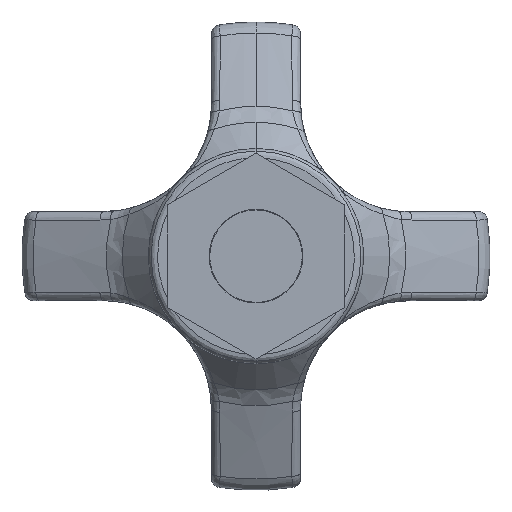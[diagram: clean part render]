
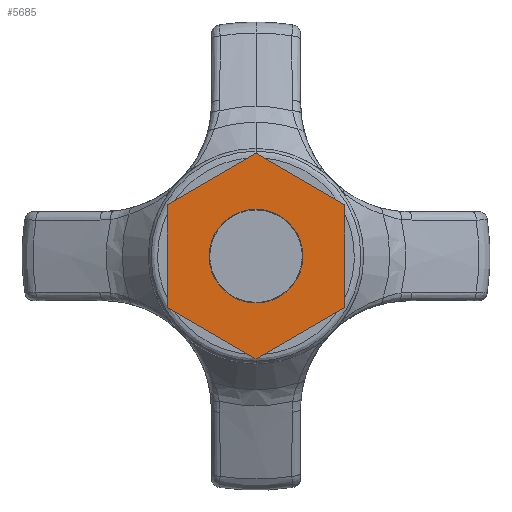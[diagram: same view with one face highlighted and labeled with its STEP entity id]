
A CAD part, front view. The second image highlights one B-rep face of the part: STEP entity #5685.
In plain terms, the highlighted planar face has unit normal (0, -1, 0).
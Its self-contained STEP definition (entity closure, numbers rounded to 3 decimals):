
#320 = EDGE_CURVE ( 'NONE', #8927, #3550, #1712, .T. ) ;
#488 = LINE ( 'NONE', #6734, #9716 ) ;
#561 = DIRECTION ( 'NONE',  ( 0., 0., 1. ) ) ;
#581 = ORIENTED_EDGE ( 'NONE', *, *, #12589, .F. ) ;
#623 = DIRECTION ( 'NONE',  ( 0., -1., 0. ) ) ;
#629 = LINE ( 'NONE', #2506, #7678 ) ;
#687 = CARTESIAN_POINT ( 'NONE',  ( -0.19, -10., -11.079 ) ) ;
#826 = PLANE ( 'NONE',  #1754 ) ;
#1051 = LINE ( 'NONE', #7310, #2627 ) ;
#1460 = EDGE_LOOP ( 'NONE', ( #5852, #8563, #11394, #581, #2183, #11144 ) ) ;
#1485 = VERTEX_POINT ( 'NONE', #10980 ) ;
#1579 = EDGE_CURVE ( 'NONE', #1485, #6378, #629, .T. ) ;
#1712 = CIRCLE ( 'NONE', #8511, 5. ) ;
#1728 = DIRECTION ( 'NONE',  ( 0., 0., -1. ) ) ;
#1754 = AXIS2_PLACEMENT_3D ( 'NONE', #5015, #9199, #13410 ) ;
#1808 = CARTESIAN_POINT ( 'NONE',  ( 0., -10., 0. ) ) ;
#1926 = CARTESIAN_POINT ( 'NONE',  ( -9.5, -10., 5.485 ) ) ;
#2183 = ORIENTED_EDGE ( 'NONE', *, *, #1579, .F. ) ;
#2506 = CARTESIAN_POINT ( 'NONE',  ( -9.69, -10., -5.375 ) ) ;
#2627 = VECTOR ( 'NONE', #9430, 1000. ) ;
#2944 = VECTOR ( 'NONE', #4676, 1000. ) ;
#3063 = ORIENTED_EDGE ( 'NONE', *, *, #12662, .F. ) ;
#3133 = VERTEX_POINT ( 'NONE', #13347 ) ;
#3550 = VERTEX_POINT ( 'NONE', #6168 ) ;
#3661 = LINE ( 'NONE', #5704, #8836 ) ;
#4503 = LINE ( 'NONE', #5664, #4815 ) ;
#4676 = DIRECTION ( 'NONE',  ( -0.866, 0., -0.5 ) ) ;
#4815 = VECTOR ( 'NONE', #8692, 1000. ) ;
#4819 = DIRECTION ( 'NONE',  ( -0.866, 0., 0.5 ) ) ;
#4862 = DIRECTION ( 'NONE',  ( 0., -1., 0. ) ) ;
#5015 = CARTESIAN_POINT ( 'NONE',  ( -9.88, -10., 11.408 ) ) ;
#5168 = VERTEX_POINT ( 'NONE', #5964 ) ;
#5380 = VERTEX_POINT ( 'NONE', #7258 ) ;
#5664 = CARTESIAN_POINT ( 'NONE',  ( -0.19, -10., 11.079 ) ) ;
#5683 = CARTESIAN_POINT ( 'NONE',  ( 0., -10., 0. ) ) ;
#5685 = ADVANCED_FACE ( 'NONE', ( #10112, #5979 ), #826, .F. ) ;
#5704 = CARTESIAN_POINT ( 'NONE',  ( -9.5, -10., 0. ) ) ;
#5755 = DIRECTION ( 'NONE',  ( 0., 0., -1. ) ) ;
#5852 = ORIENTED_EDGE ( 'NONE', *, *, #8476, .F. ) ;
#5871 = ORIENTED_EDGE ( 'NONE', *, *, #320, .F. ) ;
#5964 = CARTESIAN_POINT ( 'NONE',  ( 9.5, -10., 5.485 ) ) ;
#5979 = FACE_OUTER_BOUND ( 'NONE', #1460, .T. ) ;
#6168 = CARTESIAN_POINT ( 'NONE',  ( 0., -10., -5. ) ) ;
#6378 = VERTEX_POINT ( 'NONE', #8557 ) ;
#6734 = CARTESIAN_POINT ( 'NONE',  ( 9.5, -10., 0. ) ) ;
#7258 = CARTESIAN_POINT ( 'NONE',  ( 9.5, -10., -5.485 ) ) ;
#7289 = EDGE_CURVE ( 'NONE', #7921, #3133, #1051, .T. ) ;
#7310 = CARTESIAN_POINT ( 'NONE',  ( -9.69, -10., 5.375 ) ) ;
#7678 = VECTOR ( 'NONE', #4819, 1000. ) ;
#7921 = VERTEX_POINT ( 'NONE', #1926 ) ;
#7964 = EDGE_CURVE ( 'NONE', #3133, #5168, #4503, .T. ) ;
#8476 = EDGE_CURVE ( 'NONE', #5168, #5380, #488, .T. ) ;
#8511 = AXIS2_PLACEMENT_3D ( 'NONE', #5683, #4862, #5755 ) ;
#8536 = EDGE_CURVE ( 'NONE', #5380, #1485, #12247, .T. ) ;
#8557 = CARTESIAN_POINT ( 'NONE',  ( -9.5, -10., -5.485 ) ) ;
#8563 = ORIENTED_EDGE ( 'NONE', *, *, #7964, .F. ) ;
#8608 = AXIS2_PLACEMENT_3D ( 'NONE', #1808, #623, #9129 ) ;
#8692 = DIRECTION ( 'NONE',  ( 0.866, 0., -0.5 ) ) ;
#8836 = VECTOR ( 'NONE', #561, 1000. ) ;
#8927 = VERTEX_POINT ( 'NONE', #11970 ) ;
#9039 = CIRCLE ( 'NONE', #8608, 5. ) ;
#9129 = DIRECTION ( 'NONE',  ( 0., 0., -1. ) ) ;
#9199 = DIRECTION ( 'NONE',  ( 0., 1., 0. ) ) ;
#9430 = DIRECTION ( 'NONE',  ( 0.866, 0., 0.5 ) ) ;
#9716 = VECTOR ( 'NONE', #1728, 1000. ) ;
#10112 = FACE_BOUND ( 'NONE', #11348, .T. ) ;
#10980 = CARTESIAN_POINT ( 'NONE',  ( 0., -10., -10.97 ) ) ;
#11144 = ORIENTED_EDGE ( 'NONE', *, *, #8536, .F. ) ;
#11348 = EDGE_LOOP ( 'NONE', ( #3063, #5871 ) ) ;
#11394 = ORIENTED_EDGE ( 'NONE', *, *, #7289, .F. ) ;
#11970 = CARTESIAN_POINT ( 'NONE',  ( 0., -10., 5. ) ) ;
#12247 = LINE ( 'NONE', #687, #2944 ) ;
#12589 = EDGE_CURVE ( 'NONE', #6378, #7921, #3661, .T. ) ;
#12662 = EDGE_CURVE ( 'NONE', #3550, #8927, #9039, .T. ) ;
#13347 = CARTESIAN_POINT ( 'NONE',  ( 0., -10., 10.97 ) ) ;
#13410 = DIRECTION ( 'NONE',  ( 1., 0., 0. ) ) ;
